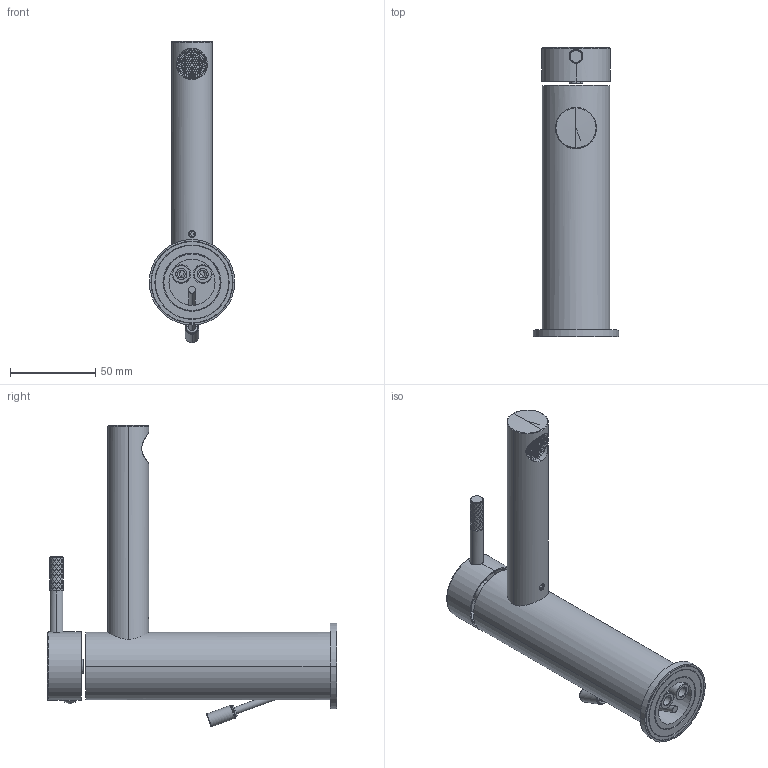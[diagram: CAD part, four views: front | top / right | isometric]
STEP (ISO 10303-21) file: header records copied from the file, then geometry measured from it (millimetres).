
FILE_DESCRIPTION((''),'2;1');
FILE_NAME('JL075CR','2025-01-22T13:28:55',('simone.bertoli'),('PAFFONI SpA'),'CREO PARAMETRIC BY PTC INC, 2022124','CREO PARAMETRIC BY PTC INC, 2022124','');
FILE_SCHEMA(('CONFIG_CONTROL_DESIGN','SHAPE_APPEARANCE_LAYERS_GROUPS'));
Length unit declared in the file: millimetre
Products named in the file (1): JL075CR
Bounding box: 50 x 169.5 x 176.29 mm (x, y, z)
Volume: 132728.2 mm3; surface area: 78267.3 mm2
Topology: 7 solids, 7 shells, 3334 faces, 8507 edges, 5222 vertices
Faces by surface type: plane 1846, cylinder 656, bspline 653, cone 108, torus 69, sphere 2
Entity records: 158396 total; most frequent: CARTESIAN_POINT 64772, ORIENTED_EDGE 16978, DIRECTION 10872, EDGE_CURVE 8489, VERTEX_POINT 5222, B_SPLINE_CURVE_WITH_KNOTS 3859, VECTOR 3750, LINE 3750
